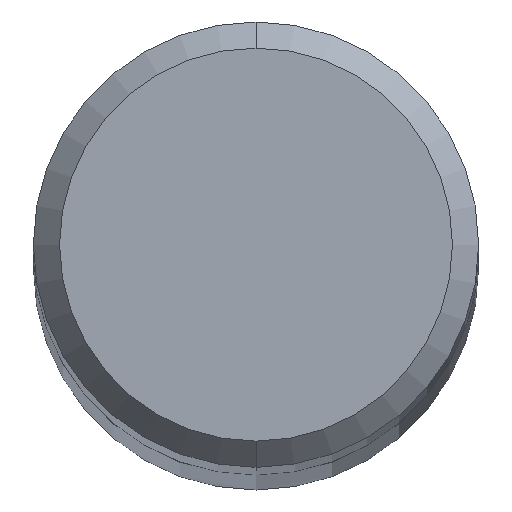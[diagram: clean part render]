
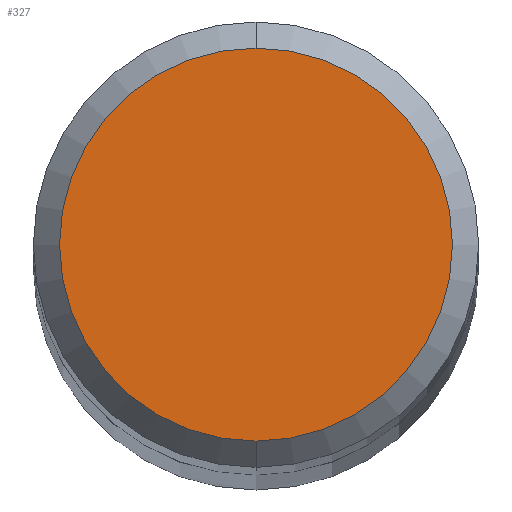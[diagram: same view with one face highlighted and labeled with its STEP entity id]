
A CAD part, top view. The second image highlights one B-rep face of the part: STEP entity #327.
In plain terms, the highlighted planar face has unit normal (0, 0, 1).
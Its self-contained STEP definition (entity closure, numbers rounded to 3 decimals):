
#165=EDGE_CURVE('',#275,#185,#425,.T.);
#185=VERTEX_POINT('',#448);
#189=EDGE_CURVE('',#185,#275,#452,.T.);
#275=VERTEX_POINT('',#544);
#327=ADVANCED_FACE('',(#601),#602,.T.);
#425=CIRCLE('',#701,4.5);
#448=CARTESIAN_POINT('',(0.,-4.5,98.0));
#452=CIRCLE('',#748,4.5);
#544=CARTESIAN_POINT('',(0.0,4.5,98.0));
#601=FACE_OUTER_BOUND('',#1112,.T.);
#602=PLANE('',#1113);
#701=AXIS2_PLACEMENT_3D('',#1289,#1290,#1291);
#748=AXIS2_PLACEMENT_3D('',#1325,#1326,#1327);
#1112=EDGE_LOOP('',(#1477,#1478));
#1113=AXIS2_PLACEMENT_3D('',#1479,#1480,#1481);
#1289=CARTESIAN_POINT('',(0.0,0.0,98.0));
#1290=DIRECTION('',(0.0,0.0,-1.0));
#1291=DIRECTION('',(0.0,1.0,0.0));
#1325=CARTESIAN_POINT('',(0.0,0.0,98.0));
#1326=DIRECTION('',(0.0,0.0,-1.0));
#1327=DIRECTION('',(0.0,1.0,0.0));
#1477=ORIENTED_EDGE('',*,*,#165,.F.);
#1478=ORIENTED_EDGE('',*,*,#189,.F.);
#1479=CARTESIAN_POINT('',(0.0,2.25,98.0));
#1480=DIRECTION('',(0.0,0.0,1.0));
#1481=DIRECTION('',(0.0,-1.0,0.0));
